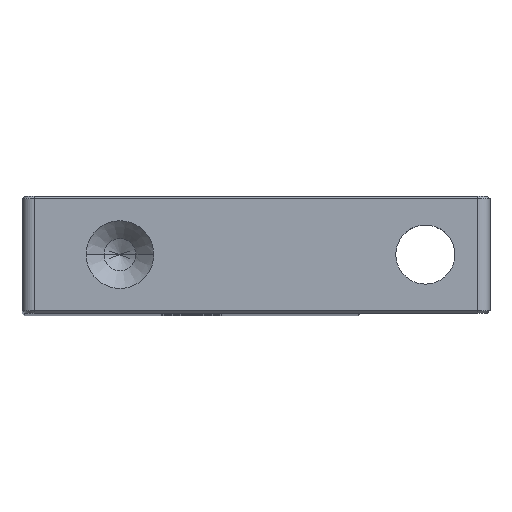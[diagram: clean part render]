
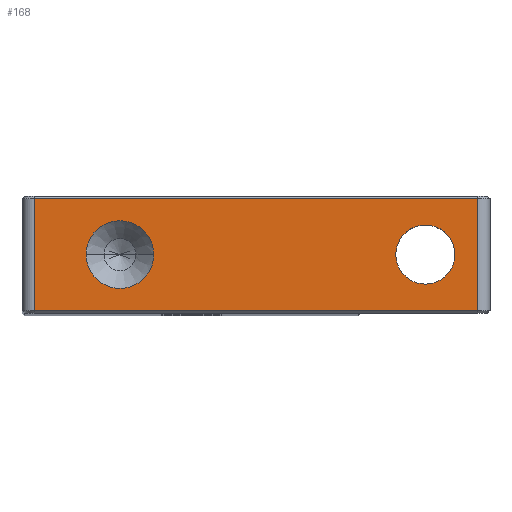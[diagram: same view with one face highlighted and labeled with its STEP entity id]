
A CAD part, top view. The second image highlights one B-rep face of the part: STEP entity #168.
In plain terms, the highlighted planar face has unit normal (0, 0, 1).
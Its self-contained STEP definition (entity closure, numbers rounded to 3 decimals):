
#30 = LINE ( 'NONE', #171, #2095 ) ;
#47 = CIRCLE ( 'NONE', #618, 2.75 ) ;
#93 = CARTESIAN_POINT ( 'NONE',  ( 7.95, 4.75, 0. ) ) ;
#129 = ORIENTED_EDGE ( 'NONE', *, *, #1028, .T. ) ;
#146 = EDGE_CURVE ( 'NONE', #375, #852, #30, .T. ) ;
#148 = AXIS2_PLACEMENT_3D ( 'NONE', #546, #1233, #1919 ) ;
#168 = ADVANCED_FACE ( 'NONE', ( #1366, #1523, #2094 ), #1715, .F. ) ;
#170 = ORIENTED_EDGE ( 'NONE', *, *, #509, .T. ) ;
#171 = CARTESIAN_POINT ( 'NONE',  ( 37., 9.5, 0. ) ) ;
#186 = DIRECTION ( 'NONE',  ( 0., 0., -1. ) ) ;
#208 = CARTESIAN_POINT ( 'NONE',  ( 7.95, 4.75, 0. ) ) ;
#224 = VERTEX_POINT ( 'NONE', #1088 ) ;
#375 = VERTEX_POINT ( 'NONE', #1818 ) ;
#453 = LINE ( 'NONE', #962, #1050 ) ;
#483 = DIRECTION ( 'NONE',  ( 0., -1., 0. ) ) ;
#502 = ORIENTED_EDGE ( 'NONE', *, *, #1616, .T. ) ;
#509 = EDGE_CURVE ( 'NONE', #966, #991, #1582, .T. ) ;
#535 = DIRECTION ( 'NONE',  ( 0., 1., 0. ) ) ;
#546 = CARTESIAN_POINT ( 'NONE',  ( 0., 9.5, 0. ) ) ;
#602 = EDGE_LOOP ( 'NONE', ( #502, #170 ) ) ;
#609 = ORIENTED_EDGE ( 'NONE', *, *, #658, .T. ) ;
#618 = AXIS2_PLACEMENT_3D ( 'NONE', #208, #1774, #1960 ) ;
#625 = EDGE_CURVE ( 'NONE', #224, #2025, #47, .T. ) ;
#658 = EDGE_CURVE ( 'NONE', #2118, #375, #1452, .T. ) ;
#731 = CARTESIAN_POINT ( 'NONE',  ( 0., 0.2, 0. ) ) ;
#787 = DIRECTION ( 'NONE',  ( -1., 0., 0. ) ) ;
#796 = EDGE_CURVE ( 'NONE', #852, #1575, #453, .T. ) ;
#852 = VERTEX_POINT ( 'NONE', #1315 ) ;
#859 = DIRECTION ( 'NONE',  ( -1., 0., 0. ) ) ;
#864 = EDGE_CURVE ( 'NONE', #2025, #224, #1018, .T. ) ;
#908 = ORIENTED_EDGE ( 'NONE', *, *, #146, .T. ) ;
#962 = CARTESIAN_POINT ( 'NONE',  ( 1., 9.3, 0. ) ) ;
#966 = VERTEX_POINT ( 'NONE', #1434 ) ;
#991 = VERTEX_POINT ( 'NONE', #1414 ) ;
#1018 = CIRCLE ( 'NONE', #2210, 2.75 ) ;
#1028 = EDGE_CURVE ( 'NONE', #1575, #2118, #1289, .T. ) ;
#1040 = AXIS2_PLACEMENT_3D ( 'NONE', #1466, #2166, #2066 ) ;
#1050 = VECTOR ( 'NONE', #787, 1000. ) ;
#1088 = CARTESIAN_POINT ( 'NONE',  ( 10.7, 4.75, 0. ) ) ;
#1147 = DIRECTION ( 'NONE',  ( 0., 0., 1. ) ) ;
#1233 = DIRECTION ( 'NONE',  ( 0., 0., -1. ) ) ;
#1289 = LINE ( 'NONE', #2216, #1845 ) ;
#1315 = CARTESIAN_POINT ( 'NONE',  ( 37., 9.3, 0. ) ) ;
#1366 = FACE_BOUND ( 'NONE', #1608, .T. ) ;
#1414 = CARTESIAN_POINT ( 'NONE',  ( 30.35, 4.75, 0. ) ) ;
#1434 = CARTESIAN_POINT ( 'NONE',  ( 35.15, 4.75, 0. ) ) ;
#1452 = LINE ( 'NONE', #731, #1762 ) ;
#1466 = CARTESIAN_POINT ( 'NONE',  ( 32.75, 4.75, 0. ) ) ;
#1498 = CARTESIAN_POINT ( 'NONE',  ( 1., 0.2, 0. ) ) ;
#1523 = FACE_BOUND ( 'NONE', #602, .T. ) ;
#1575 = VERTEX_POINT ( 'NONE', #1808 ) ;
#1582 = CIRCLE ( 'NONE', #1660, 2.4 ) ;
#1608 = EDGE_LOOP ( 'NONE', ( #1797, #2220 ) ) ;
#1616 = EDGE_CURVE ( 'NONE', #991, #966, #2046, .T. ) ;
#1623 = EDGE_LOOP ( 'NONE', ( #129, #609, #908, #2174 ) ) ;
#1660 = AXIS2_PLACEMENT_3D ( 'NONE', #1895, #186, #859 ) ;
#1715 = PLANE ( 'NONE',  #148 ) ;
#1754 = DIRECTION ( 'NONE',  ( 1., 0., 0. ) ) ;
#1762 = VECTOR ( 'NONE', #1754, 1000. ) ;
#1774 = DIRECTION ( 'NONE',  ( 0., 0., 1. ) ) ;
#1797 = ORIENTED_EDGE ( 'NONE', *, *, #625, .F. ) ;
#1808 = CARTESIAN_POINT ( 'NONE',  ( 1., 9.3, 0. ) ) ;
#1818 = CARTESIAN_POINT ( 'NONE',  ( 37., 0.2, 0. ) ) ;
#1839 = DIRECTION ( 'NONE',  ( 1., 0., 0. ) ) ;
#1845 = VECTOR ( 'NONE', #483, 1000. ) ;
#1895 = CARTESIAN_POINT ( 'NONE',  ( 32.75, 4.75, 0. ) ) ;
#1919 = DIRECTION ( 'NONE',  ( -1., 0., 0. ) ) ;
#1960 = DIRECTION ( 'NONE',  ( 1., 0., 0. ) ) ;
#2025 = VERTEX_POINT ( 'NONE', #2228 ) ;
#2046 = CIRCLE ( 'NONE', #1040, 2.4 ) ;
#2066 = DIRECTION ( 'NONE',  ( -1., 0., 0. ) ) ;
#2094 = FACE_OUTER_BOUND ( 'NONE', #1623, .T. ) ;
#2095 = VECTOR ( 'NONE', #535, 1000. ) ;
#2118 = VERTEX_POINT ( 'NONE', #1498 ) ;
#2166 = DIRECTION ( 'NONE',  ( 0., 0., -1. ) ) ;
#2174 = ORIENTED_EDGE ( 'NONE', *, *, #796, .T. ) ;
#2210 = AXIS2_PLACEMENT_3D ( 'NONE', #93, #1147, #1839 ) ;
#2216 = CARTESIAN_POINT ( 'NONE',  ( 1., 0., 0. ) ) ;
#2220 = ORIENTED_EDGE ( 'NONE', *, *, #864, .F. ) ;
#2228 = CARTESIAN_POINT ( 'NONE',  ( 5.2, 4.75, 0. ) ) ;
